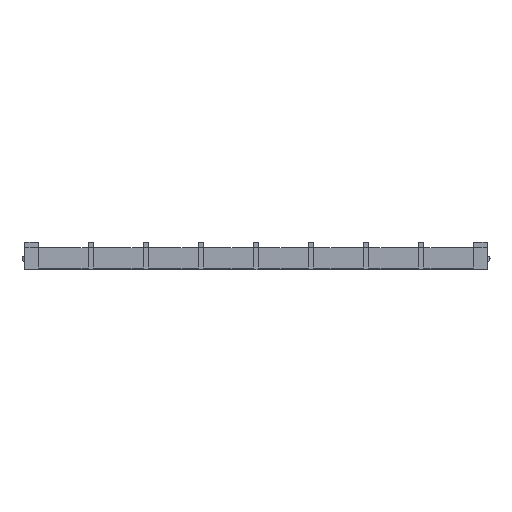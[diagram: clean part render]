
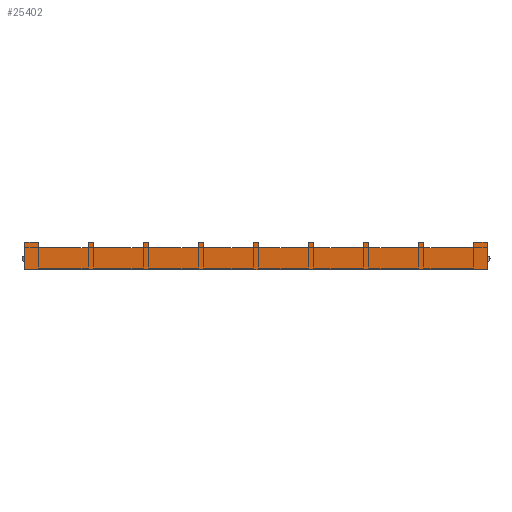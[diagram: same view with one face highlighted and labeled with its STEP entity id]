
A CAD part, left-side view. The second image highlights one B-rep face of the part: STEP entity #25402.
In plain terms, the highlighted planar face has unit normal (-1, 0, 0).
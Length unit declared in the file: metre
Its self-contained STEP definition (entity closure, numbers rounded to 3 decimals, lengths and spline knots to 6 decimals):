
#6821=ORIENTED_EDGE('',*,*,#7349,.T.);
#6822=ORIENTED_EDGE('',*,*,#9143,.F.);
#6823=ORIENTED_EDGE('',*,*,#9953,.F.);
#6824=ORIENTED_EDGE('',*,*,#9253,.T.);
#6825=ORIENTED_EDGE('',*,*,#7281,.T.);
#6826=ORIENTED_EDGE('',*,*,#8255,.F.);
#6827=ORIENTED_EDGE('',*,*,#9956,.F.);
#6828=ORIENTED_EDGE('',*,*,#8365,.T.);
#6829=ORIENTED_EDGE('',*,*,#7213,.T.);
#6830=ORIENTED_EDGE('',*,*,#8033,.F.);
#6831=ORIENTED_EDGE('',*,*,#9957,.F.);
#6832=ORIENTED_EDGE('',*,*,#8143,.T.);
#6833=ORIENTED_EDGE('',*,*,#7145,.T.);
#6834=ORIENTED_EDGE('',*,*,#7811,.F.);
#6835=ORIENTED_EDGE('',*,*,#9958,.F.);
#6836=ORIENTED_EDGE('',*,*,#7921,.T.);
#6837=ORIENTED_EDGE('',*,*,#7077,.T.);
#6838=ORIENTED_EDGE('',*,*,#7589,.F.);
#6839=ORIENTED_EDGE('',*,*,#9959,.F.);
#6840=ORIENTED_EDGE('',*,*,#7699,.T.);
#6841=ORIENTED_EDGE('',*,*,#7009,.T.);
#6842=ORIENTED_EDGE('',*,*,#8477,.F.);
#6843=ORIENTED_EDGE('',*,*,#9952,.F.);
#6844=ORIENTED_EDGE('',*,*,#8587,.T.);
#6845=ORIENTED_EDGE('',*,*,#7536,.T.);
#6846=ORIENTED_EDGE('',*,*,#6933,.T.);
#6847=ORIENTED_EDGE('',*,*,#9374,.F.);
#6848=ORIENTED_EDGE('',*,*,#6862,.F.);
#6849=ORIENTED_EDGE('',*,*,#7485,.T.);
#6850=ORIENTED_EDGE('',*,*,#8699,.F.);
#6851=ORIENTED_EDGE('',*,*,#9955,.F.);
#6852=ORIENTED_EDGE('',*,*,#8809,.T.);
#6853=ORIENTED_EDGE('',*,*,#7417,.T.);
#6854=ORIENTED_EDGE('',*,*,#8921,.F.);
#6855=ORIENTED_EDGE('',*,*,#9954,.F.);
#6856=ORIENTED_EDGE('',*,*,#9031,.T.);
#6862=EDGE_CURVE('',#10268,#10270,#12031,.T.);
#6933=EDGE_CURVE('',#10340,#10341,#12102,.T.);
#7009=EDGE_CURVE('',#10416,#10417,#12178,.T.);
#7077=EDGE_CURVE('',#10484,#10485,#12246,.T.);
#7145=EDGE_CURVE('',#10552,#10553,#12314,.T.);
#7213=EDGE_CURVE('',#10620,#10621,#12382,.T.);
#7281=EDGE_CURVE('',#10688,#10689,#12450,.T.);
#7349=EDGE_CURVE('',#10756,#10757,#12518,.T.);
#7417=EDGE_CURVE('',#10824,#10825,#12586,.T.);
#7485=EDGE_CURVE('',#10268,#10892,#12654,.T.);
#7536=EDGE_CURVE('',#10926,#10340,#12705,.T.);
#7589=EDGE_CURVE('',#10962,#10485,#12757,.T.);
#7699=EDGE_CURVE('',#11025,#10416,#12867,.T.);
#7811=EDGE_CURVE('',#11090,#10553,#12979,.T.);
#7921=EDGE_CURVE('',#11153,#10484,#13089,.T.);
#8033=EDGE_CURVE('',#11218,#10621,#13201,.T.);
#8143=EDGE_CURVE('',#11281,#10552,#13311,.T.);
#8255=EDGE_CURVE('',#11346,#10689,#13423,.T.);
#8365=EDGE_CURVE('',#11409,#10620,#13533,.T.);
#8477=EDGE_CURVE('',#11474,#10417,#13645,.T.);
#8587=EDGE_CURVE('',#11537,#10926,#13755,.T.);
#8699=EDGE_CURVE('',#11602,#10892,#13867,.T.);
#8809=EDGE_CURVE('',#11665,#10824,#13977,.T.);
#8921=EDGE_CURVE('',#11730,#10825,#14089,.T.);
#9031=EDGE_CURVE('',#11793,#10756,#14199,.T.);
#9143=EDGE_CURVE('',#11858,#10757,#14311,.T.);
#9253=EDGE_CURVE('',#11921,#10688,#14421,.T.);
#9374=EDGE_CURVE('',#10270,#10341,#14542,.T.);
#9952=EDGE_CURVE('',#11537,#11474,#15119,.T.);
#9953=EDGE_CURVE('',#11921,#11858,#15120,.T.);
#9954=EDGE_CURVE('',#11793,#11730,#15121,.T.);
#9955=EDGE_CURVE('',#11665,#11602,#15122,.T.);
#9956=EDGE_CURVE('',#11409,#11346,#15123,.T.);
#9957=EDGE_CURVE('',#11281,#11218,#15124,.T.);
#9958=EDGE_CURVE('',#11153,#11090,#15125,.T.);
#9959=EDGE_CURVE('',#11025,#10962,#15126,.T.);
#10268=VERTEX_POINT('',#33825);
#10270=VERTEX_POINT('',#33828);
#10340=VERTEX_POINT('',#33970);
#10341=VERTEX_POINT('',#33971);
#10416=VERTEX_POINT('',#34123);
#10417=VERTEX_POINT('',#34124);
#10484=VERTEX_POINT('',#34276);
#10485=VERTEX_POINT('',#34277);
#10552=VERTEX_POINT('',#34429);
#10553=VERTEX_POINT('',#34430);
#10620=VERTEX_POINT('',#34582);
#10621=VERTEX_POINT('',#34583);
#10688=VERTEX_POINT('',#34735);
#10689=VERTEX_POINT('',#34736);
#10756=VERTEX_POINT('',#34888);
#10757=VERTEX_POINT('',#34889);
#10824=VERTEX_POINT('',#35041);
#10825=VERTEX_POINT('',#35042);
#10892=VERTEX_POINT('',#35194);
#10926=VERTEX_POINT('',#35296);
#10962=VERTEX_POINT('',#35401);
#11025=VERTEX_POINT('',#35607);
#11090=VERTEX_POINT('',#35815);
#11153=VERTEX_POINT('',#36021);
#11218=VERTEX_POINT('',#36229);
#11281=VERTEX_POINT('',#36435);
#11346=VERTEX_POINT('',#36643);
#11409=VERTEX_POINT('',#36849);
#11474=VERTEX_POINT('',#37057);
#11537=VERTEX_POINT('',#37263);
#11602=VERTEX_POINT('',#37471);
#11665=VERTEX_POINT('',#37677);
#11730=VERTEX_POINT('',#37885);
#11793=VERTEX_POINT('',#38091);
#11858=VERTEX_POINT('',#38299);
#11921=VERTEX_POINT('',#38505);
#12031=LINE('',#33827,#15420);
#12102=LINE('',#33969,#15491);
#12178=LINE('',#34122,#15567);
#12246=LINE('',#34275,#15635);
#12314=LINE('',#34428,#15703);
#12382=LINE('',#34581,#15771);
#12450=LINE('',#34734,#15839);
#12518=LINE('',#34887,#15907);
#12586=LINE('',#35040,#15975);
#12654=LINE('',#35193,#16043);
#12705=LINE('',#35295,#16094);
#12757=LINE('',#35402,#16146);
#12867=LINE('',#35606,#16256);
#12979=LINE('',#35816,#16368);
#13089=LINE('',#36020,#16478);
#13201=LINE('',#36230,#16590);
#13311=LINE('',#36434,#16700);
#13423=LINE('',#36644,#16812);
#13533=LINE('',#36848,#16922);
#13645=LINE('',#37058,#17034);
#13755=LINE('',#37262,#17144);
#13867=LINE('',#37472,#17256);
#13977=LINE('',#37676,#17366);
#14089=LINE('',#37886,#17478);
#14199=LINE('',#38090,#17588);
#14311=LINE('',#38300,#17700);
#14421=LINE('',#38504,#17810);
#14542=LINE('',#38723,#17931);
#15119=LINE('',#39735,#18508);
#15120=LINE('',#39737,#18509);
#15121=LINE('',#39739,#18510);
#15122=LINE('',#39741,#18511);
#15123=LINE('',#39744,#18512);
#15124=LINE('',#39746,#18513);
#15125=LINE('',#39748,#18514);
#15126=LINE('',#39750,#18515);
#15420=VECTOR('',#27094,1.);
#15491=VECTOR('',#27167,1.);
#15567=VECTOR('',#27245,1.);
#15635=VECTOR('',#27347,1.);
#15703=VECTOR('',#27449,1.);
#15771=VECTOR('',#27551,1.);
#15839=VECTOR('',#27653,1.);
#15907=VECTOR('',#27755,1.);
#15975=VECTOR('',#27857,1.);
#16043=VECTOR('',#27959,1.);
#16094=VECTOR('',#28044,1.);
#16146=VECTOR('',#28132,1.);
#16256=VECTOR('',#28306,1.);
#16368=VECTOR('',#28482,1.);
#16478=VECTOR('',#28656,1.);
#16590=VECTOR('',#28832,1.);
#16700=VECTOR('',#29006,1.);
#16812=VECTOR('',#29182,1.);
#16922=VECTOR('',#29356,1.);
#17034=VECTOR('',#29532,1.);
#17144=VECTOR('',#29706,1.);
#17256=VECTOR('',#29882,1.);
#17366=VECTOR('',#30056,1.);
#17478=VECTOR('',#30232,1.);
#17588=VECTOR('',#30406,1.);
#17700=VECTOR('',#30582,1.);
#17810=VECTOR('',#30756,1.);
#17931=VECTOR('',#30943,1.);
#18508=VECTOR('',#32326,1.);
#18509=VECTOR('',#32329,1.);
#18510=VECTOR('',#32332,1.);
#18511=VECTOR('',#32335,1.);
#18512=VECTOR('',#32340,1.);
#18513=VECTOR('',#32343,1.);
#18514=VECTOR('',#32346,1.);
#18515=VECTOR('',#32349,1.);
#20458=EDGE_LOOP('',(#6821,#6822,#6823,#6824,#6825,#6826,#6827,#6828,#6829,
#6830,#6831,#6832,#6833,#6834,#6835,#6836,#6837,#6838,#6839,#6840,#6841,
#6842,#6843,#6844,#6845,#6846,#6847,#6848,#6849,#6850,#6851,#6852,#6853,
#6854,#6855,#6856));
#22113=FACE_BOUND('',#20458,.T.);
#23751=PLANE('',#27084);
#25402=ADVANCED_FACE('',(#22113),#23751,.F.);
#27084=AXIS2_PLACEMENT_3D('',#40634,#33812,#33813);
#27094=DIRECTION('',(0.,0.,-1.));
#27167=DIRECTION('',(0.,0.,-1.));
#27245=DIRECTION('',(0.,1.,0.));
#27347=DIRECTION('',(0.,1.,0.));
#27449=DIRECTION('',(0.,1.,0.));
#27551=DIRECTION('',(0.,1.,0.));
#27653=DIRECTION('',(0.,1.,0.));
#27755=DIRECTION('',(0.,1.,0.));
#27857=DIRECTION('',(0.,1.,0.));
#27959=DIRECTION('',(0.,1.,0.));
#28044=DIRECTION('',(0.,1.,0.));
#28132=DIRECTION('',(0.,0.,1.));
#28306=DIRECTION('',(0.,0.,1.));
#28482=DIRECTION('',(0.,0.,1.));
#28656=DIRECTION('',(0.,0.,1.));
#28832=DIRECTION('',(0.,0.,1.));
#29006=DIRECTION('',(0.,0.,1.));
#29182=DIRECTION('',(0.,0.,1.));
#29356=DIRECTION('',(0.,0.,1.));
#29532=DIRECTION('',(0.,0.,1.));
#29706=DIRECTION('',(0.,0.,1.));
#29882=DIRECTION('',(0.,0.,1.));
#30056=DIRECTION('',(0.,0.,1.));
#30232=DIRECTION('',(0.,0.,1.));
#30406=DIRECTION('',(0.,0.,1.));
#30582=DIRECTION('',(0.,0.,1.));
#30756=DIRECTION('',(0.,0.,1.));
#30943=DIRECTION('',(0.,1.,0.));
#32326=DIRECTION('',(0.,-1.,0.));
#32329=DIRECTION('',(0.,-1.,0.));
#32332=DIRECTION('',(0.,-1.,0.));
#32335=DIRECTION('',(0.,-1.,0.));
#32340=DIRECTION('',(0.,-1.,0.));
#32343=DIRECTION('',(0.,-1.,0.));
#32346=DIRECTION('',(0.,-1.,0.));
#32349=DIRECTION('',(0.,-1.,0.));
#33812=DIRECTION('',(1.,0.,0.));
#33813=DIRECTION('',(0.,1.,0.));
#33825=CARTESIAN_POINT('',(0.,-0.042,0.005));
#33827=CARTESIAN_POINT('',(0.,-0.042,0.005));
#33828=CARTESIAN_POINT('',(0.,-0.042,0.));
#33969=CARTESIAN_POINT('',(0.,0.042,0.005));
#33970=CARTESIAN_POINT('',(0.,0.042,0.005));
#33971=CARTESIAN_POINT('',(0.,0.042,0.));
#34122=CARTESIAN_POINT('',(0.,0.,0.005));
#34123=CARTESIAN_POINT('',(0.,0.0295,0.005));
#34124=CARTESIAN_POINT('',(0.,0.0305,0.005));
#34275=CARTESIAN_POINT('',(0.,0.,0.005));
#34276=CARTESIAN_POINT('',(0.,0.0195,0.005));
#34277=CARTESIAN_POINT('',(0.,0.0205,0.005));
#34428=CARTESIAN_POINT('',(0.,0.,0.005));
#34429=CARTESIAN_POINT('',(0.,0.0095,0.005));
#34430=CARTESIAN_POINT('',(0.,0.0105,0.005));
#34581=CARTESIAN_POINT('',(0.,0.,0.005));
#34582=CARTESIAN_POINT('',(0.,-0.0005,0.005));
#34583=CARTESIAN_POINT('',(0.,0.0005,0.005));
#34734=CARTESIAN_POINT('',(0.,0.,0.005));
#34735=CARTESIAN_POINT('',(0.,-0.0105,0.005));
#34736=CARTESIAN_POINT('',(0.,-0.0095,0.005));
#34887=CARTESIAN_POINT('',(0.,0.,0.005));
#34888=CARTESIAN_POINT('',(0.,-0.0205,0.005));
#34889=CARTESIAN_POINT('',(0.,-0.0195,0.005));
#35040=CARTESIAN_POINT('',(0.,0.,0.005));
#35041=CARTESIAN_POINT('',(0.,-0.0305,0.005));
#35042=CARTESIAN_POINT('',(0.,-0.0295,0.005));
#35193=CARTESIAN_POINT('',(0.,0.,0.005));
#35194=CARTESIAN_POINT('',(0.,-0.0395,0.005));
#35295=CARTESIAN_POINT('',(0.,0.,0.005));
#35296=CARTESIAN_POINT('',(0.,0.0395,0.005));
#35401=CARTESIAN_POINT('',(0.,0.0205,0.004));
#35402=CARTESIAN_POINT('',(0.,0.0205,0.00032));
#35606=CARTESIAN_POINT('',(0.,0.0295,0.00032));
#35607=CARTESIAN_POINT('',(0.,0.0295,0.004));
#35815=CARTESIAN_POINT('',(0.,0.0105,0.004));
#35816=CARTESIAN_POINT('',(0.,0.0105,0.00032));
#36020=CARTESIAN_POINT('',(0.,0.0195,0.00032));
#36021=CARTESIAN_POINT('',(0.,0.0195,0.004));
#36229=CARTESIAN_POINT('',(0.,0.0005,0.004));
#36230=CARTESIAN_POINT('',(0.,0.0005,0.00032));
#36434=CARTESIAN_POINT('',(0.,0.0095,0.00032));
#36435=CARTESIAN_POINT('',(0.,0.0095,0.004));
#36643=CARTESIAN_POINT('',(0.,-0.0095,0.004));
#36644=CARTESIAN_POINT('',(0.,-0.0095,0.00032));
#36848=CARTESIAN_POINT('',(0.,-0.0005,0.00032));
#36849=CARTESIAN_POINT('',(0.,-0.0005,0.004));
#37057=CARTESIAN_POINT('',(0.,0.0305,0.004));
#37058=CARTESIAN_POINT('',(0.,0.0305,0.00032));
#37262=CARTESIAN_POINT('',(0.,0.0395,0.00032));
#37263=CARTESIAN_POINT('',(0.,0.0395,0.004));
#37471=CARTESIAN_POINT('',(0.,-0.0395,0.004));
#37472=CARTESIAN_POINT('',(0.,-0.0395,0.00032));
#37676=CARTESIAN_POINT('',(0.,-0.0305,0.00032));
#37677=CARTESIAN_POINT('',(0.,-0.0305,0.004));
#37885=CARTESIAN_POINT('',(0.,-0.0295,0.004));
#37886=CARTESIAN_POINT('',(0.,-0.0295,0.00032));
#38090=CARTESIAN_POINT('',(0.,-0.0205,0.00032));
#38091=CARTESIAN_POINT('',(0.,-0.0205,0.004));
#38299=CARTESIAN_POINT('',(0.,-0.0195,0.004));
#38300=CARTESIAN_POINT('',(0.,-0.0195,0.00032));
#38504=CARTESIAN_POINT('',(0.,-0.0105,0.00032));
#38505=CARTESIAN_POINT('',(0.,-0.0105,0.004));
#38723=CARTESIAN_POINT('',(0.,0.,0.));
#39735=CARTESIAN_POINT('',(0.,0.035,0.004));
#39737=CARTESIAN_POINT('',(0.,-0.015,0.004));
#39739=CARTESIAN_POINT('',(0.,-0.025,0.004));
#39741=CARTESIAN_POINT('',(0.,-0.035,0.004));
#39744=CARTESIAN_POINT('',(0.,-0.005,0.004));
#39746=CARTESIAN_POINT('',(0.,0.005,0.004));
#39748=CARTESIAN_POINT('',(0.,0.015,0.004));
#39750=CARTESIAN_POINT('',(0.,0.025,0.004));
#40634=CARTESIAN_POINT('',(0.,0.,0.));
